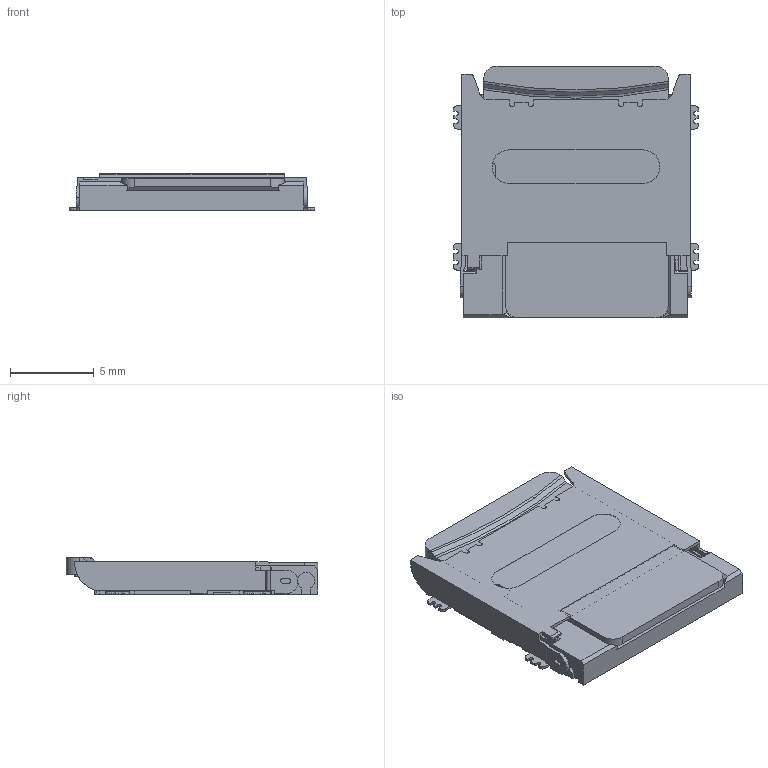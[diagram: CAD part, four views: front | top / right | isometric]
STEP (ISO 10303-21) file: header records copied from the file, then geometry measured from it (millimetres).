
FILE_DESCRIPTION (( 'STEP AP214' ), '1' );
FILE_NAME ('MicroSD_500901-0801_Card.STEP', '2019-04-24T14:29:50', ( '' ), ( '' ), 'SwSTEP 2.0', 'SolidWorks 2018', '' );
FILE_SCHEMA (( 'AUTOMOTIVE_DESIGN' ));
Length unit declared in the file: millimetre
Products named in the file (3): MicroSDCard; MicroSD_500901-0801_Card; MicroSD_500901-0801
Assembly tree (2 placements, depth 2):
  MicroSD_500901-0801_Card
    MicroSD_500901-0801
    MicroSDCard
Bounding box: 14.6 x 15 x 2.2 mm (x, y, z)
Volume: 290.5 mm3; surface area: 1140.3 mm2
Topology: 2 solids, 2 shells, 707 faces, 2119 edges, 1396 vertices
Faces by surface type: plane 592, cylinder 112, torus 2, cone 1
Entity records: 28150 total; most frequent: CARTESIAN_POINT 4261, ORIENTED_EDGE 4238, DIRECTION 3765, EDGE_CURVE 2119, VECTOR 1877, LINE 1877, VERTEX_POINT 1396, AXIS2_PLACEMENT_3D 944
